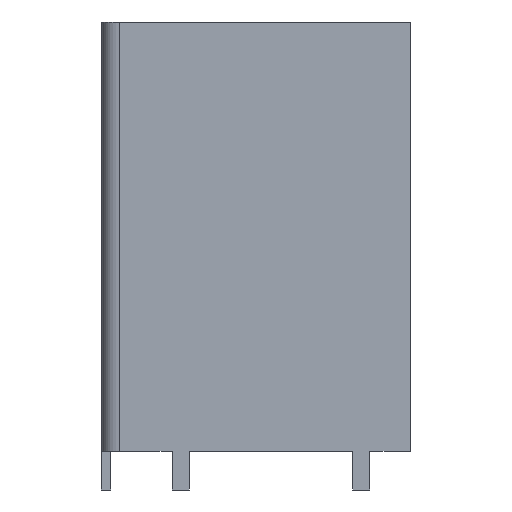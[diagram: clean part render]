
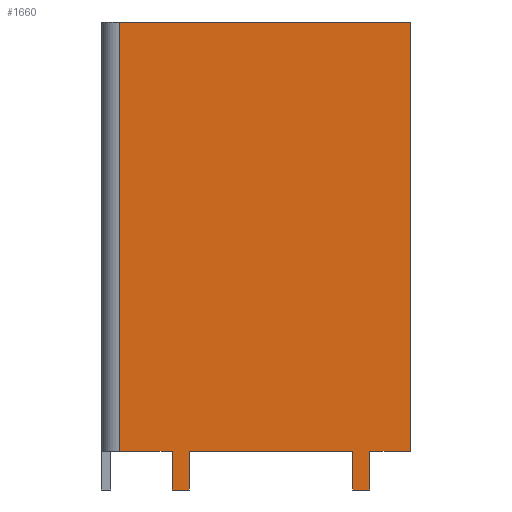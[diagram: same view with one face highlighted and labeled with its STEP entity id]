
A CAD part, left-side view. The second image highlights one B-rep face of the part: STEP entity #1660.
In plain terms, the highlighted planar face has unit normal (-1, 0, 0).
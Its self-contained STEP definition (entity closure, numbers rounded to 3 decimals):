
#72=CARTESIAN_POINT('',(-38.25,-14.35,-2.25));
#73=VERTEX_POINT('',#72);
#88=CARTESIAN_POINT('',(-38.25,-15.35,-2.25));
#89=VERTEX_POINT('',#88);
#96=CARTESIAN_POINT('',(-38.25,-14.35,-2.25));
#97=DIRECTION('',(0.0,-1.0,0.0));
#98=VECTOR('',#97,1.0);
#99=LINE('',#96,#98);
#100=EDGE_CURVE('',#73,#89,#99,.T.);
#118=CARTESIAN_POINT('',(-38.25,-15.35,0.0));
#119=VERTEX_POINT('',#118);
#126=CARTESIAN_POINT('',(-38.25,-15.35,0.0));
#127=DIRECTION('',(0.0,0.0,-1.0));
#128=VECTOR('',#127,2.25);
#129=LINE('',#126,#128);
#130=EDGE_CURVE('',#119,#89,#129,.T.);
#141=CARTESIAN_POINT('',(-38.25,-14.35,0.0));
#142=VERTEX_POINT('',#141);
#143=CARTESIAN_POINT('',(-38.25,-14.35,0.0));
#144=DIRECTION('',(0.0,0.0,-1.0));
#145=VECTOR('',#144,2.25);
#146=LINE('',#143,#145);
#147=EDGE_CURVE('',#142,#73,#146,.T.);
#173=CARTESIAN_POINT('',(-38.25,-4.85,0.0));
#174=VERTEX_POINT('',#173);
#175=CARTESIAN_POINT('',(-38.25,-4.85,0.0));
#176=DIRECTION('',(0.0,-1.0,0.0));
#177=VECTOR('',#176,9.5);
#178=LINE('',#175,#177);
#179=EDGE_CURVE('',#174,#142,#178,.T.);
#205=CARTESIAN_POINT('',(-38.25,-3.85,-2.25));
#206=VERTEX_POINT('',#205);
#221=CARTESIAN_POINT('',(-38.25,-4.85,-2.25));
#222=VERTEX_POINT('',#221);
#229=CARTESIAN_POINT('',(-38.25,-3.85,-2.25));
#230=DIRECTION('',(0.0,-1.0,0.0));
#231=VECTOR('',#230,1.0);
#232=LINE('',#229,#231);
#233=EDGE_CURVE('',#206,#222,#232,.T.);
#250=CARTESIAN_POINT('',(-38.25,-4.85,0.0));
#251=DIRECTION('',(0.0,0.0,-1.0));
#252=VECTOR('',#251,2.25);
#253=LINE('',#250,#252);
#254=EDGE_CURVE('',#174,#222,#253,.T.);
#265=CARTESIAN_POINT('',(-38.25,-3.85,0.0));
#266=VERTEX_POINT('',#265);
#267=CARTESIAN_POINT('',(-38.25,-3.85,0.0));
#268=DIRECTION('',(0.0,0.0,-1.0));
#269=VECTOR('',#268,2.25);
#270=LINE('',#267,#269);
#271=EDGE_CURVE('',#266,#206,#270,.T.);
#297=CARTESIAN_POINT('',(-38.25,-0.77,0.0));
#298=VERTEX_POINT('',#297);
#299=CARTESIAN_POINT('',(-38.25,-0.77,0.0));
#300=DIRECTION('',(0.0,-1.0,0.0));
#301=VECTOR('',#300,3.08);
#302=LINE('',#299,#301);
#303=EDGE_CURVE('',#298,#266,#302,.T.);
#463=CARTESIAN_POINT('',(-38.25,-17.73,0.0));
#464=VERTEX_POINT('',#463);
#471=CARTESIAN_POINT('',(-38.25,-15.35,0.0));
#472=DIRECTION('',(0.0,-1.0,0.0));
#473=VECTOR('',#472,2.38);
#474=LINE('',#471,#473);
#475=EDGE_CURVE('',#119,#464,#474,.T.);
#1610=CARTESIAN_POINT('',(-38.25,-17.73,25.0));
#1611=VERTEX_POINT('',#1610);
#1618=CARTESIAN_POINT('',(-38.25,-17.73,0.0));
#1619=DIRECTION('',(0.0,0.0,1.0));
#1620=VECTOR('',#1619,25.0);
#1621=LINE('',#1618,#1620);
#1622=EDGE_CURVE('',#464,#1611,#1621,.T.);
#1629=CARTESIAN_POINT('',(-38.25,-17.73,0.0));
#1630=DIRECTION('',(-1.0,0.0,0.0));
#1631=DIRECTION('',(0.0,0.0,1.0));
#1632=AXIS2_PLACEMENT_3D('',#1629,#1630,#1631);
#1633=PLANE('',#1632);
#1634=CARTESIAN_POINT('',(-38.25,-0.77,25.0));
#1635=VERTEX_POINT('',#1634);
#1636=CARTESIAN_POINT('',(-38.25,-17.73,25.0));
#1637=DIRECTION('',(0.0,1.0,0.0));
#1638=VECTOR('',#1637,16.96);
#1639=LINE('',#1636,#1638);
#1640=EDGE_CURVE('',#1611,#1635,#1639,.T.);
#1641=ORIENTED_EDGE('',*,*,#1640,.T.);
#1642=CARTESIAN_POINT('',(-38.25,-0.77,0.0));
#1643=DIRECTION('',(0.0,0.0,1.0));
#1644=VECTOR('',#1643,25.0);
#1645=LINE('',#1642,#1644);
#1646=EDGE_CURVE('',#298,#1635,#1645,.T.);
#1647=ORIENTED_EDGE('',*,*,#1646,.F.);
#1648=ORIENTED_EDGE('',*,*,#303,.T.);
#1649=ORIENTED_EDGE('',*,*,#271,.T.);
#1650=ORIENTED_EDGE('',*,*,#233,.T.);
#1651=ORIENTED_EDGE('',*,*,#254,.F.);
#1652=ORIENTED_EDGE('',*,*,#179,.T.);
#1653=ORIENTED_EDGE('',*,*,#147,.T.);
#1654=ORIENTED_EDGE('',*,*,#100,.T.);
#1655=ORIENTED_EDGE('',*,*,#130,.F.);
#1656=ORIENTED_EDGE('',*,*,#475,.T.);
#1657=ORIENTED_EDGE('',*,*,#1622,.T.);
#1658=EDGE_LOOP('',(#1641,#1647,#1648,#1649,#1650,#1651,#1652,#1653,#1654,#1655,#1656,#1657));
#1659=FACE_OUTER_BOUND('',#1658,.T.);
#1660=ADVANCED_FACE('',(#1659),#1633,.T.);
